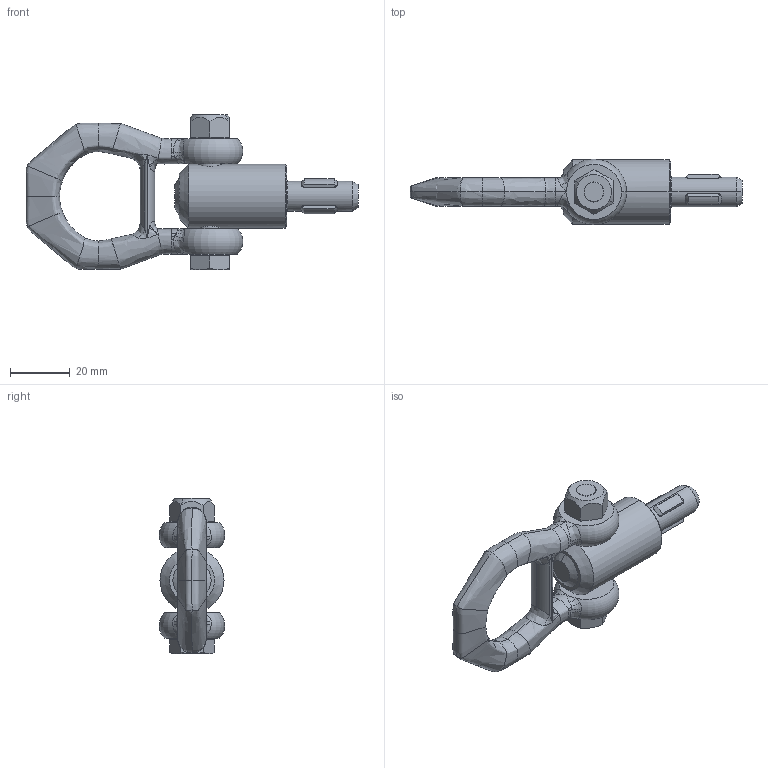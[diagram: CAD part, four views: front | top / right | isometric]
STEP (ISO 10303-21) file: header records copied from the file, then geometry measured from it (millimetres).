
FILE_DESCRIPTION (( 'STEP AP214' ), '1' );
FILE_NAME ('22352.0012.STEP', '2019-11-26T09:14:58', ( '' ), ( '' ), 'SwSTEP 2.0', 'SolidWorks 2019', '' );
FILE_SCHEMA (( 'AUTOMOTIVE_DESIGN' ));
Length unit declared in the file: millimetre
Products named in the file (5): 1; 3; 2; 4; 22352.0012
Assembly tree (4 placements, depth 2):
  22352.0012
    1
    2
    3
    4
Bounding box: 111.45 x 21.96 x 52.3 mm (x, y, z)
Volume: 32275.6 mm3; surface area: 13536.3 mm2
Topology: 7 solids, 7 shells, 236 faces, 653 edges, 426 vertices
Faces by surface type: plane 68, bspline 68, cylinder 60, cone 32, torus 8
Entity records: 19792 total; most frequent: CARTESIAN_POINT 13004, ORIENTED_EDGE 1290, DIRECTION 1023, EDGE_CURVE 645, VERTEX_POINT 426, AXIS2_PLACEMENT_3D 413, EDGE_LOOP 249, CIRCLE 238
